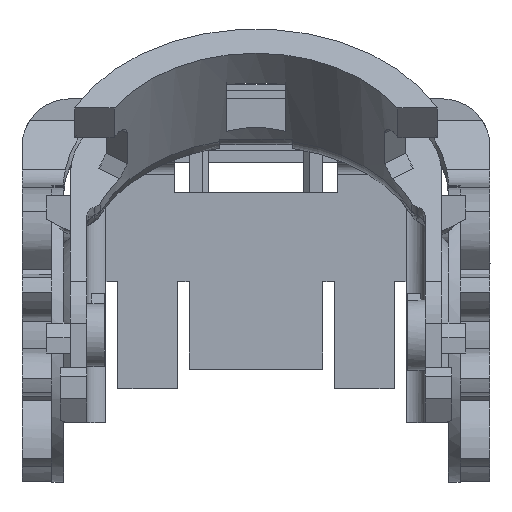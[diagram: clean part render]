
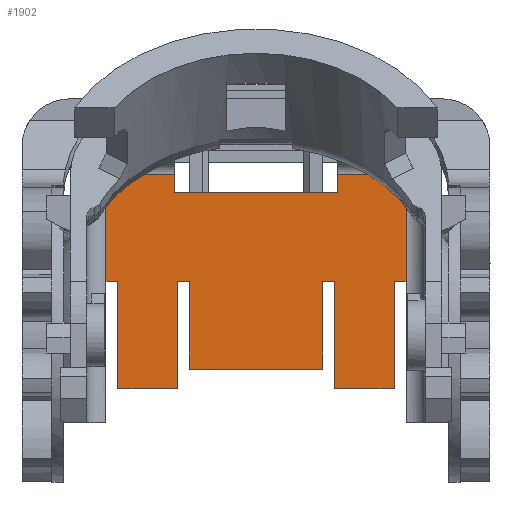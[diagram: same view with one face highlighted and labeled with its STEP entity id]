
A CAD part, left-side view. The second image highlights one B-rep face of the part: STEP entity #1902.
In plain terms, the highlighted planar face has unit normal (-1, 0, 0).
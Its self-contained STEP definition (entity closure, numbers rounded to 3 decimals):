
#380=LINE('',#10963,#1197);
#395=LINE('',#11006,#1212);
#478=LINE('',#11311,#1295);
#479=LINE('',#11312,#1296);
#480=LINE('',#11314,#1297);
#481=LINE('',#11316,#1298);
#482=LINE('',#11318,#1299);
#483=LINE('',#11320,#1300);
#484=LINE('',#11322,#1301);
#485=LINE('',#11324,#1302);
#486=LINE('',#11326,#1303);
#487=LINE('',#11328,#1304);
#488=LINE('',#11330,#1305);
#489=LINE('',#11332,#1306);
#490=LINE('',#11334,#1307);
#491=LINE('',#11336,#1308);
#492=LINE('',#11338,#1309);
#493=LINE('',#11340,#1310);
#494=LINE('',#11342,#1311);
#495=LINE('',#11344,#1312);
#496=LINE('',#11346,#1313);
#497=LINE('',#11348,#1314);
#1197=VECTOR('',#8771,1.);
#1212=VECTOR('',#8796,1.);
#1295=VECTOR('',#8953,1.);
#1296=VECTOR('',#8954,1.);
#1297=VECTOR('',#8955,1.);
#1298=VECTOR('',#8956,1.);
#1299=VECTOR('',#8957,1.);
#1300=VECTOR('',#8958,1.);
#1301=VECTOR('',#8959,1.);
#1302=VECTOR('',#8960,1.);
#1303=VECTOR('',#8961,1.);
#1304=VECTOR('',#8962,1.);
#1305=VECTOR('',#8963,1.);
#1306=VECTOR('',#8964,1.);
#1307=VECTOR('',#8965,1.);
#1308=VECTOR('',#8966,1.);
#1309=VECTOR('',#8967,1.);
#1310=VECTOR('',#8968,1.);
#1311=VECTOR('',#8969,1.);
#1312=VECTOR('',#8970,1.);
#1313=VECTOR('',#8971,1.);
#1314=VECTOR('',#8972,1.);
#1902=ADVANCED_FACE('F14',(#2561),#2287,.T.);
#2287=PLANE('',#8074);
#2561=FACE_OUTER_BOUND('',#2958,.T.);
#2958=EDGE_LOOP('',(#3891,#3892,#3893,#3894,#3895,#3896,#3897,#3898,#3899,
#3900,#3901,#3902,#3903,#3904,#3905,#3906,#3907,#3908,#3909,#3910,#3911,
#3912));
#3891=ORIENTED_EDGE('',*,*,#6986,.F.);
#3892=ORIENTED_EDGE('',*,*,#6848,.F.);
#3893=ORIENTED_EDGE('',*,*,#6987,.T.);
#3894=ORIENTED_EDGE('',*,*,#6988,.F.);
#3895=ORIENTED_EDGE('',*,*,#6989,.T.);
#3896=ORIENTED_EDGE('',*,*,#6990,.T.);
#3897=ORIENTED_EDGE('',*,*,#6991,.T.);
#3898=ORIENTED_EDGE('',*,*,#6992,.T.);
#3899=ORIENTED_EDGE('',*,*,#6993,.T.);
#3900=ORIENTED_EDGE('',*,*,#6994,.T.);
#3901=ORIENTED_EDGE('',*,*,#6995,.T.);
#3902=ORIENTED_EDGE('',*,*,#6996,.T.);
#3903=ORIENTED_EDGE('',*,*,#6997,.T.);
#3904=ORIENTED_EDGE('',*,*,#6998,.T.);
#3905=ORIENTED_EDGE('',*,*,#6999,.T.);
#3906=ORIENTED_EDGE('',*,*,#7000,.T.);
#3907=ORIENTED_EDGE('',*,*,#7001,.T.);
#3908=ORIENTED_EDGE('',*,*,#7002,.T.);
#3909=ORIENTED_EDGE('',*,*,#7003,.T.);
#3910=ORIENTED_EDGE('',*,*,#7004,.T.);
#3911=ORIENTED_EDGE('',*,*,#7005,.T.);
#3912=ORIENTED_EDGE('',*,*,#6867,.T.);
#6043=VERTEX_POINT('',#10962);
#6044=VERTEX_POINT('',#10964);
#6059=VERTEX_POINT('',#11005);
#6060=VERTEX_POINT('',#11007);
#6159=VERTEX_POINT('',#11313);
#6160=VERTEX_POINT('',#11315);
#6161=VERTEX_POINT('',#11317);
#6162=VERTEX_POINT('',#11319);
#6163=VERTEX_POINT('',#11321);
#6164=VERTEX_POINT('',#11323);
#6165=VERTEX_POINT('',#11325);
#6166=VERTEX_POINT('',#11327);
#6167=VERTEX_POINT('',#11329);
#6168=VERTEX_POINT('',#11331);
#6169=VERTEX_POINT('',#11333);
#6170=VERTEX_POINT('',#11335);
#6171=VERTEX_POINT('',#11337);
#6172=VERTEX_POINT('',#11339);
#6173=VERTEX_POINT('',#11341);
#6174=VERTEX_POINT('',#11343);
#6175=VERTEX_POINT('',#11345);
#6176=VERTEX_POINT('',#11347);
#6848=EDGE_CURVE('',#6043,#6044,#380,.T.);
#6867=EDGE_CURVE('',#6060,#6059,#395,.T.);
#6986=EDGE_CURVE('',#6044,#6059,#478,.T.);
#6987=EDGE_CURVE('',#6043,#6159,#479,.T.);
#6988=EDGE_CURVE('',#6160,#6159,#480,.T.);
#6989=EDGE_CURVE('',#6160,#6161,#481,.T.);
#6990=EDGE_CURVE('',#6161,#6162,#482,.T.);
#6991=EDGE_CURVE('',#6162,#6163,#483,.T.);
#6992=EDGE_CURVE('',#6163,#6164,#484,.T.);
#6993=EDGE_CURVE('',#6164,#6165,#485,.T.);
#6994=EDGE_CURVE('',#6165,#6166,#486,.T.);
#6995=EDGE_CURVE('',#6166,#6167,#487,.T.);
#6996=EDGE_CURVE('',#6167,#6168,#488,.T.);
#6997=EDGE_CURVE('',#6168,#6169,#489,.T.);
#6998=EDGE_CURVE('',#6169,#6170,#490,.T.);
#6999=EDGE_CURVE('',#6170,#6171,#491,.T.);
#7000=EDGE_CURVE('',#6171,#6172,#492,.T.);
#7001=EDGE_CURVE('',#6172,#6173,#493,.T.);
#7002=EDGE_CURVE('',#6173,#6174,#494,.T.);
#7003=EDGE_CURVE('',#6174,#6175,#495,.T.);
#7004=EDGE_CURVE('',#6175,#6176,#496,.T.);
#7005=EDGE_CURVE('',#6176,#6060,#497,.T.);
#8074=AXIS2_PLACEMENT_3D('',#11349,#8973,#8974);
#8771=DIRECTION('',(0.,0.,-1.));
#8796=DIRECTION('',(0.,0.,-1.));
#8953=DIRECTION('',(0.,-1.,0.));
#8954=DIRECTION('',(0.,1.,0.));
#8955=DIRECTION('',(0.,0.,1.));
#8956=DIRECTION('',(0.,0.,-1.));
#8957=DIRECTION('',(0.,-1.,0.));
#8958=DIRECTION('',(0.,0.,-1.));
#8959=DIRECTION('',(0.,-1.,0.));
#8960=DIRECTION('',(0.,0.,1.));
#8961=DIRECTION('',(0.,-1.,0.));
#8962=DIRECTION('',(0.,0.,-1.));
#8963=DIRECTION('',(0.,-1.,0.));
#8964=DIRECTION('',(0.,0.,1.));
#8965=DIRECTION('',(0.,-1.,0.));
#8966=DIRECTION('',(0.,0.,-1.));
#8967=DIRECTION('',(0.,-1.,0.));
#8968=DIRECTION('',(0.,0.,1.));
#8969=DIRECTION('',(0.,-1.,0.));
#8970=DIRECTION('',(0.,0.,1.));
#8971=DIRECTION('',(0.,0.,1.));
#8972=DIRECTION('',(0.,1.,0.));
#8973=DIRECTION('',(-1.,0.,0.));
#8974=DIRECTION('',(0.,-1.,0.));
#10962=CARTESIAN_POINT('',(77.2,6.85,52.3));
#10963=CARTESIAN_POINT('',(77.2,6.85,48.903));
#10964=CARTESIAN_POINT('',(77.2,6.85,50.8));
#11005=CARTESIAN_POINT('',(77.2,-6.85,50.8));
#11006=CARTESIAN_POINT('',(77.2,-6.85,58.233));
#11007=CARTESIAN_POINT('',(77.2,-6.85,52.3));
#11311=CARTESIAN_POINT('',(77.2,16.042,50.8));
#11312=CARTESIAN_POINT('',(77.2,12.6,52.3));
#11313=CARTESIAN_POINT('',(77.2,12.6,52.3));
#11314=CARTESIAN_POINT('',(77.2,12.6,51.));
#11315=CARTESIAN_POINT('',(77.2,12.6,50.8));
#11316=CARTESIAN_POINT('',(77.2,12.6,46.9));
#11317=CARTESIAN_POINT('',(77.2,12.6,43.3));
#11318=CARTESIAN_POINT('',(77.2,-6.1,43.3));
#11319=CARTESIAN_POINT('',(77.2,11.6,43.3));
#11320=CARTESIAN_POINT('',(77.2,11.6,38.7));
#11321=CARTESIAN_POINT('',(77.2,11.6,34.3));
#11322=CARTESIAN_POINT('',(77.2,9.1,34.3));
#11323=CARTESIAN_POINT('',(77.2,6.6,34.3));
#11324=CARTESIAN_POINT('',(77.2,6.6,38.7));
#11325=CARTESIAN_POINT('',(77.2,6.6,43.3));
#11326=CARTESIAN_POINT('',(77.2,-6.1,43.3));
#11327=CARTESIAN_POINT('',(77.2,5.6,43.3));
#11328=CARTESIAN_POINT('',(77.2,5.6,39.375));
#11329=CARTESIAN_POINT('',(77.2,5.6,35.95));
#11330=CARTESIAN_POINT('',(77.2,0.,35.95));
#11331=CARTESIAN_POINT('',(77.2,-5.6,35.95));
#11332=CARTESIAN_POINT('',(77.2,-5.6,39.375));
#11333=CARTESIAN_POINT('',(77.2,-5.6,43.3));
#11334=CARTESIAN_POINT('',(77.2,-6.1,43.3));
#11335=CARTESIAN_POINT('',(77.2,-6.6,43.3));
#11336=CARTESIAN_POINT('',(77.2,-6.6,38.7));
#11337=CARTESIAN_POINT('',(77.2,-6.6,34.3));
#11338=CARTESIAN_POINT('',(77.2,-9.1,34.3));
#11339=CARTESIAN_POINT('',(77.2,-11.6,34.3));
#11340=CARTESIAN_POINT('',(77.2,-11.6,38.7));
#11341=CARTESIAN_POINT('',(77.2,-11.6,43.3));
#11342=CARTESIAN_POINT('',(77.2,-6.1,43.3));
#11343=CARTESIAN_POINT('',(77.2,-12.6,43.3));
#11344=CARTESIAN_POINT('',(77.2,-12.6,46.9));
#11345=CARTESIAN_POINT('',(77.2,-12.6,50.8));
#11346=CARTESIAN_POINT('',(77.2,-12.6,39.99));
#11347=CARTESIAN_POINT('',(77.2,-12.6,52.3));
#11348=CARTESIAN_POINT('',(77.2,-6.85,52.3));
#11349=CARTESIAN_POINT('',(77.2,16.042,27.983));
